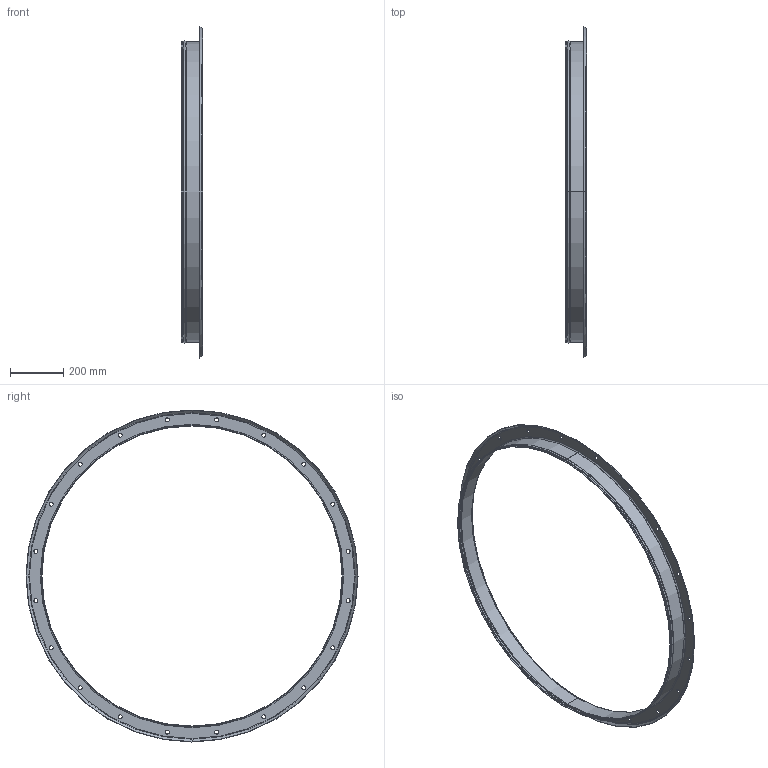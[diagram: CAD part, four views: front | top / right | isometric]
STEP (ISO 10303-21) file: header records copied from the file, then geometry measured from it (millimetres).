
FILE_DESCRIPTION (( 'STEP AP203' ), '1' );
FILE_NAME ('5BO1620_CCfc 112.STEP', '2022-02-25T07:47:04', ( '' ), ( '' ), 'SwSTEP 2.0', 'SolidWorks 2018', '' );
FILE_SCHEMA (( 'CONFIG_CONTROL_DESIGN' ));
Length unit declared in the file: millimetre
Products named in the file (1): 5BO1620_CCfc 112
Bounding box: 80 x 1250 x 1250 mm (x, y, z)
Volume: 763418.2 mm3; surface area: 1030518.8 mm2
Topology: 1 solids, 1 shells, 77 faces, 194 edges, 120 vertices
Faces by surface type: cylinder 48, torus 20, cone 6, plane 3
Entity records: 2525 total; most frequent: DIRECTION 490, CARTESIAN_POINT 392, ORIENTED_EDGE 388, AXIS2_PLACEMENT_3D 218, EDGE_CURVE 194, CIRCLE 140, VERTEX_POINT 120, EDGE_LOOP 120
